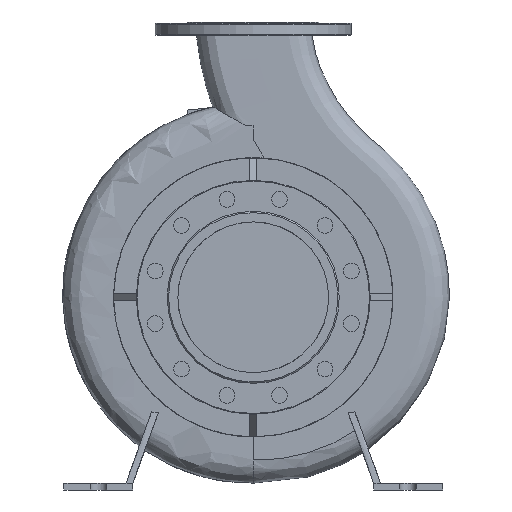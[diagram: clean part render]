
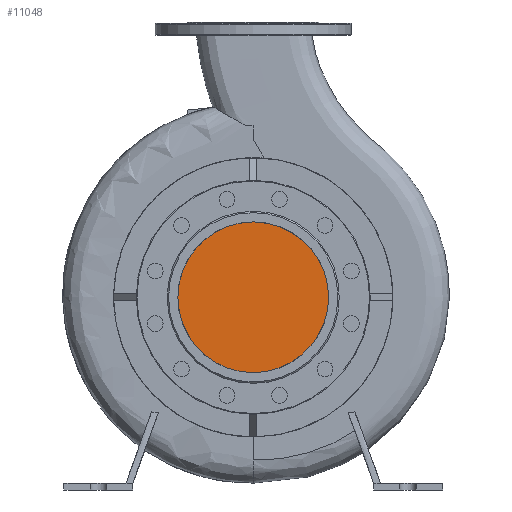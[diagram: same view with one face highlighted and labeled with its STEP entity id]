
A CAD part, left-side view. The second image highlights one B-rep face of the part: STEP entity #11048.
In plain terms, the highlighted planar face has unit normal (-1, 0, 0).
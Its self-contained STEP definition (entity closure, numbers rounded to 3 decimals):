
#489=CIRCLE('',#11809,109.55);
#972=PLANE('',#11808);
#1458=FACE_OUTER_BOUND('',#2239,.T.);
#2239=EDGE_LOOP('',(#8583));
#5265=VERTEX_POINT('',#17724);
#6483=EDGE_CURVE('',#5265,#5265,#489,.T.);
#8583=ORIENTED_EDGE('',*,*,#6483,.T.);
#11048=ADVANCED_FACE('',(#1458),#972,.F.);
#11808=AXIS2_PLACEMENT_3D('',#17723,#13555,#13556);
#11809=AXIS2_PLACEMENT_3D('',#17725,#13557,#13558);
#13555=DIRECTION('center_axis',(1.,0.,0.));
#13556=DIRECTION('ref_axis',(0.,0.,1.));
#13557=DIRECTION('center_axis',(-1.,0.,0.));
#13558=DIRECTION('ref_axis',(0.,-1.,0.));
#17723=CARTESIAN_POINT('Origin',(-150.,-54.775,280.));
#17724=CARTESIAN_POINT('',(-150.,-109.55,280.));
#17725=CARTESIAN_POINT('Origin',(-150.,0.,
280.));
